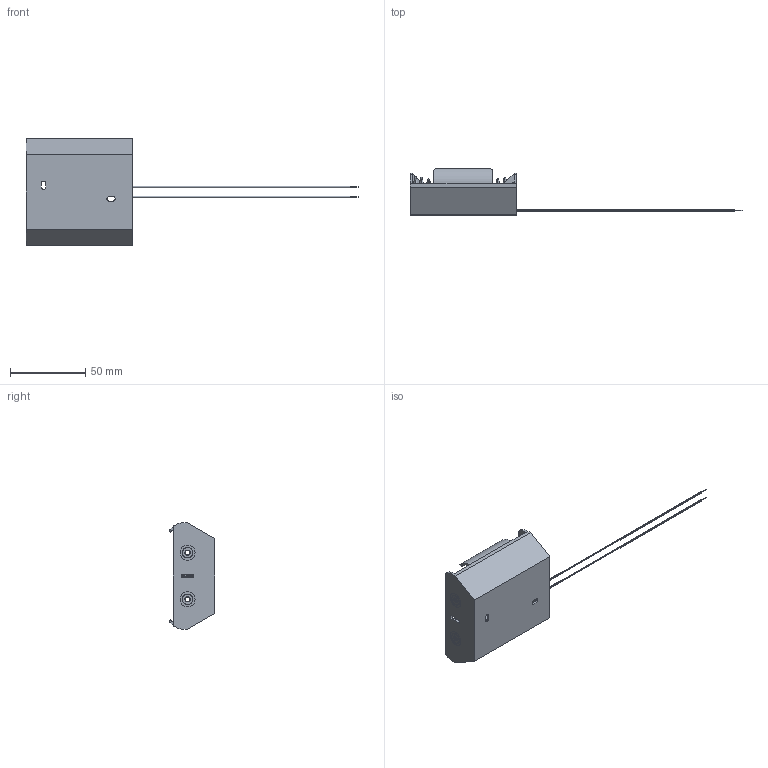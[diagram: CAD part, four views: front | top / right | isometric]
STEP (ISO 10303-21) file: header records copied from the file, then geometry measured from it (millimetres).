
FILE_DESCRIPTION (( 'STEP AP214' ), '1' );
FILE_NAME ('BH2DW.STEP', '2020-01-10T17:20:12', ( '' ), ( '' ), 'SwSTEP 2.0', 'SolidWorks 2017', '' );
FILE_SCHEMA (( 'AUTOMOTIVE_DESIGN' ));
Length unit declared in the file: millimetre
Products named in the file (1): BH2DW
Bounding box: 220.5 x 30.48 x 70.7 mm (x, y, z)
Volume: 16630.2 mm3; surface area: 27636.6 mm2
Topology: 10 solids, 10 shells, 323 faces, 767 edges, 492 vertices
Faces by surface type: plane 168, cylinder 115, bspline 40
Entity records: 14916 total; most frequent: CARTESIAN_POINT 7319, ORIENTED_EDGE 1534, DIRECTION 1533, EDGE_CURVE 767, AXIS2_PLACEMENT_3D 542, VERTEX_POINT 492, LINE 449, VECTOR 449
